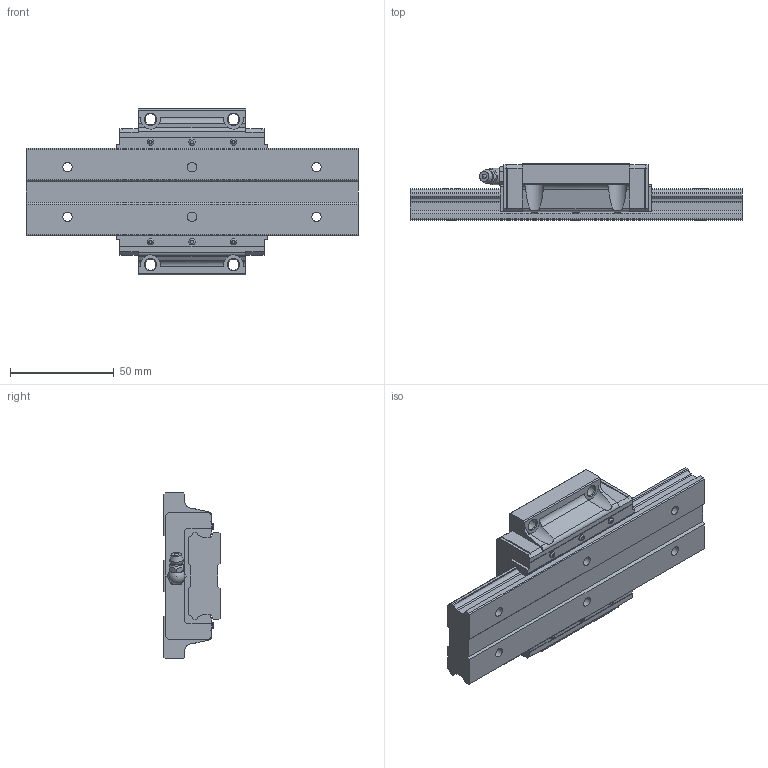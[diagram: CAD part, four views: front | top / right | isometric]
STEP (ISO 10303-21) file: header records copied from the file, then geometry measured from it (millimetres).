
FILE_DESCRIPTION(/* description */ ('STEP AP214'),/* implementation_level */ '2;1');
FILE_NAME(/* name */ 'HRW27CA1SS-160L_G20_0_B-M6F_43-6_0_0_0_1',/* time_stamp */ '2023-02-04T10:16:50+01:00',/* author */ ('License CC BY-ND 4.0'),/* organization */ ('CADENAS'),/* preprocessor_version */ 'ST-DEVELOPER v18.102',/* originating_system */ 'PARTsolutions',/* authorisation */ ' ');
FILE_SCHEMA (('AUTOMOTIVE_DESIGN {1 0 10303 214 3 1 1}'));
Length unit declared in the file: millimetre
Products named in the file (4): HRW27CA1SS-160L_G20_0_B-M6F_43-6_0_0_0_1; HRW-B-M6F_grease_nipple_joint; HRW27CASSB-M6F1 Slide17-60; HRW27CA16020 Track
Assembly tree (3 placements, depth 2):
  HRW27CA1SS-160L_G20_0_B-M6F_43-6_0_0_0_1
    HRW-B-M6F_grease_nipple_joint
    HRW27CASSB-M6F1 Slide17-60
    HRW27CA16020 Track
Bounding box: 160 x 27 x 80 mm (x, y, z)
Volume: 166960.4 mm3; surface area: 41409.3 mm2
Topology: 3 solids, 3 shells, 265 faces, 696 edges, 453 vertices
Faces by surface type: plane 177, cylinder 52, cone 25, torus 8, sphere 3
Full cylindrical faces by diameter (mm): 3 x6, 4.5 x6, 4.917 x4, 5.3 x4, 6 x1, 7.5 x6, 8 x1, 9.5 x2
Entity records: 7955 total; most frequent: CARTESIAN_POINT 1492, DIRECTION 1278, ORIENTED_EDGE 1256, EDGE_CURVE 628, VERTEX_POINT 447, LINE 444, VECTOR 444, AXIS2_PLACEMENT_3D 417
